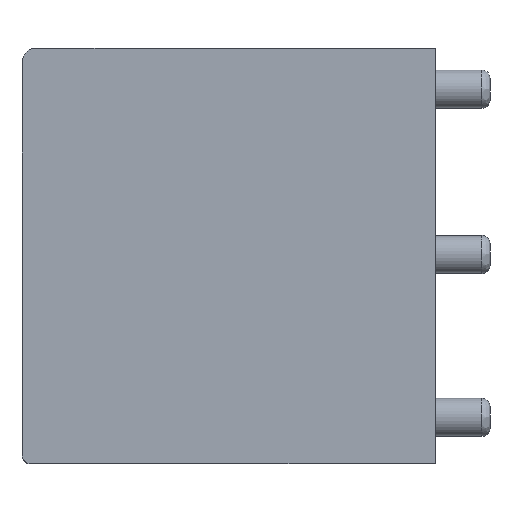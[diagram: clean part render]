
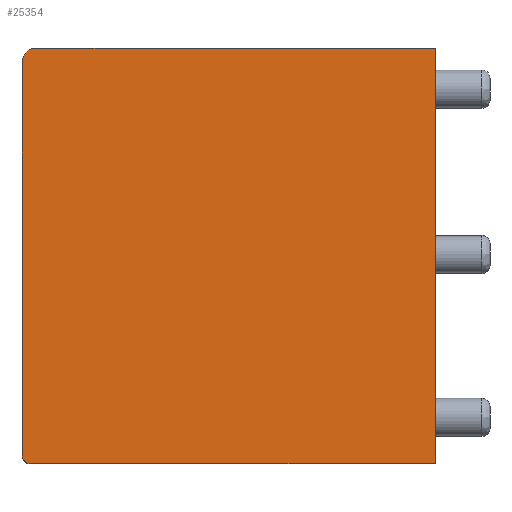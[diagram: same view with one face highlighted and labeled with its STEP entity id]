
A CAD part, left-side view. The second image highlights one B-rep face of the part: STEP entity #25354.
In plain terms, the highlighted planar face has unit normal (-1, 0, 0).
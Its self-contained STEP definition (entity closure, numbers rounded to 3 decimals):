
#701 = EDGE_CURVE ( 'NONE', #5262, #23761, #26583, .T. ) ;
#769 = EDGE_CURVE ( 'NONE', #2998, #12717, #25753, .T. ) ;
#1016 = LINE ( 'NONE', #8273, #2506 ) ;
#1079 = DIRECTION ( 'NONE',  ( 1., 0., 0. ) ) ;
#1634 = AXIS2_PLACEMENT_3D ( 'NONE', #16820, #10244, #2286 ) ;
#1878 = CARTESIAN_POINT ( 'NONE',  ( 0., 15.1, 0.3 ) ) ;
#2286 = DIRECTION ( 'NONE',  ( 0., 0., 1. ) ) ;
#2506 = VECTOR ( 'NONE', #20380, 1000. ) ;
#2998 = VERTEX_POINT ( 'NONE', #23681 ) ;
#4049 = DIRECTION ( 'NONE',  ( 0., 0., 1. ) ) ;
#4219 = VECTOR ( 'NONE', #22101, 1000. ) ;
#4444 = DIRECTION ( 'NONE',  ( 1., 0., 0. ) ) ;
#5139 = PLANE ( 'NONE',  #14109 ) ;
#5262 = VERTEX_POINT ( 'NONE', #11250 ) ;
#5667 = CARTESIAN_POINT ( 'NONE',  ( 0., 15.1, 15.2 ) ) ;
#5700 = EDGE_CURVE ( 'NONE', #23761, #2998, #18458, .T. ) ;
#6841 = ORIENTED_EDGE ( 'NONE', *, *, #10739, .T. ) ;
#7292 = CARTESIAN_POINT ( 'NONE',  ( 0., 0., 0. ) ) ;
#7961 = VERTEX_POINT ( 'NONE', #12360 ) ;
#8273 = CARTESIAN_POINT ( 'NONE',  ( 0., 0., 15.2 ) ) ;
#8369 = CARTESIAN_POINT ( 'NONE',  ( 0., 15.1, 15.2 ) ) ;
#8394 = VECTOR ( 'NONE', #23739, 1000. ) ;
#9572 = ORIENTED_EDGE ( 'NONE', *, *, #701, .F. ) ;
#10244 = DIRECTION ( 'NONE',  ( 1., 0., 0. ) ) ;
#10739 = EDGE_CURVE ( 'NONE', #18901, #7961, #1016, .T. ) ;
#10776 = CARTESIAN_POINT ( 'NONE',  ( 0., 14.8, 0.3 ) ) ;
#11250 = CARTESIAN_POINT ( 'NONE',  ( 0., 14.8, 0. ) ) ;
#12360 = CARTESIAN_POINT ( 'NONE',  ( 0., 0., 15.2 ) ) ;
#12717 = VERTEX_POINT ( 'NONE', #19466 ) ;
#13892 = CARTESIAN_POINT ( 'NONE',  ( 0., 0., 15.2 ) ) ;
#14109 = AXIS2_PLACEMENT_3D ( 'NONE', #5667, #1079, #17512 ) ;
#16820 = CARTESIAN_POINT ( 'NONE',  ( 0., 14.6, 14.7 ) ) ;
#17127 = FACE_OUTER_BOUND ( 'NONE', #18838, .T. ) ;
#17512 = DIRECTION ( 'NONE',  ( 0., 1., 0. ) ) ;
#17780 = LINE ( 'NONE', #13892, #4219 ) ;
#18458 = LINE ( 'NONE', #8369, #24998 ) ;
#18838 = EDGE_LOOP ( 'NONE', ( #19536, #6841, #23391, #21489, #23840, #9572 ) ) ;
#18901 = VERTEX_POINT ( 'NONE', #7292 ) ;
#19292 = CARTESIAN_POINT ( 'NONE',  ( 0., 15.1, 0. ) ) ;
#19466 = CARTESIAN_POINT ( 'NONE',  ( 0., 14.6, 15.2 ) ) ;
#19536 = ORIENTED_EDGE ( 'NONE', *, *, #21545, .F. ) ;
#20380 = DIRECTION ( 'NONE',  ( 0., 0., 1. ) ) ;
#20488 = DIRECTION ( 'NONE',  ( 0., 0., 1. ) ) ;
#20982 = AXIS2_PLACEMENT_3D ( 'NONE', #10776, #4444, #4049 ) ;
#21489 = ORIENTED_EDGE ( 'NONE', *, *, #769, .F. ) ;
#21545 = EDGE_CURVE ( 'NONE', #18901, #5262, #21702, .T. ) ;
#21702 = LINE ( 'NONE', #19292, #8394 ) ;
#22101 = DIRECTION ( 'NONE',  ( 0., 1., 0. ) ) ;
#23391 = ORIENTED_EDGE ( 'NONE', *, *, #25427, .T. ) ;
#23681 = CARTESIAN_POINT ( 'NONE',  ( 0., 15.1, 14.7 ) ) ;
#23739 = DIRECTION ( 'NONE',  ( 0., 1., 0. ) ) ;
#23761 = VERTEX_POINT ( 'NONE', #1878 ) ;
#23840 = ORIENTED_EDGE ( 'NONE', *, *, #5700, .F. ) ;
#24998 = VECTOR ( 'NONE', #20488, 1000. ) ;
#25354 = ADVANCED_FACE ( 'NONE', ( #17127 ), #5139, .F. ) ;
#25427 = EDGE_CURVE ( 'NONE', #7961, #12717, #17780, .T. ) ;
#25753 = CIRCLE ( 'NONE', #1634, 0.5 ) ;
#26583 = CIRCLE ( 'NONE', #20982, 0.3 ) ;
